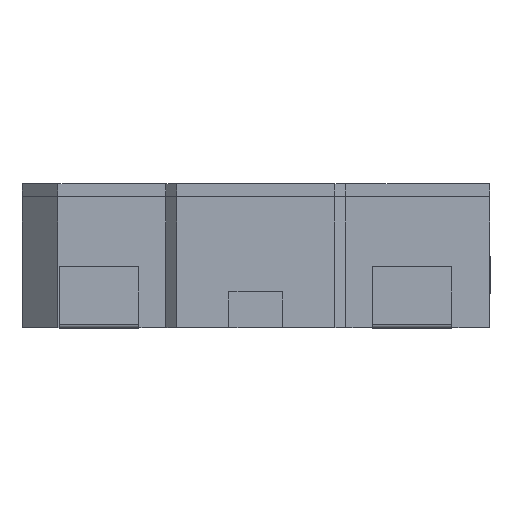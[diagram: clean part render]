
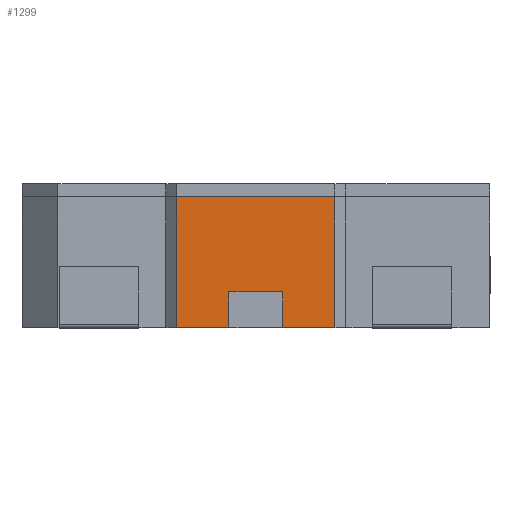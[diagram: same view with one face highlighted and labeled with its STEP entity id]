
A CAD part, left-side view. The second image highlights one B-rep face of the part: STEP entity #1299.
In plain terms, the highlighted planar face has unit normal (-1, 0, 0).
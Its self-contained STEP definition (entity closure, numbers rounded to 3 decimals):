
#222 = EDGE_CURVE ( 'NONE', #8604, #836, #10555, .T. ) ;
#386 = DIRECTION ( 'NONE',  ( 0., -1., 0. ) ) ;
#418 = CARTESIAN_POINT ( 'NONE',  ( -6.5, -2.2, 3.64 ) ) ;
#836 = VERTEX_POINT ( 'NONE', #9523 ) ;
#1299 = ADVANCED_FACE ( 'NONE', ( #13123 ), #19657, .F. ) ;
#1585 = DIRECTION ( 'NONE',  ( 0., -1., 0. ) ) ;
#2120 = AXIS2_PLACEMENT_3D ( 'NONE', #13553, #15561, #15356 ) ;
#2746 = DIRECTION ( 'NONE',  ( 0., -1., 0. ) ) ;
#2847 = CARTESIAN_POINT ( 'NONE',  ( -6.5, 2.2, 4. ) ) ;
#3171 = ORIENTED_EDGE ( 'NONE', *, *, #222, .T. ) ;
#3376 = EDGE_LOOP ( 'NONE', ( #10364, #17704, #4844, #4374, #13226, #16779, #13858, #3171 ) ) ;
#3541 = VERTEX_POINT ( 'NONE', #4145 ) ;
#3958 = EDGE_CURVE ( 'NONE', #3541, #20652, #13756, .T. ) ;
#4145 = CARTESIAN_POINT ( 'NONE',  ( -6.5, -2.2, 0. ) ) ;
#4227 = EDGE_CURVE ( 'NONE', #21060, #5186, #16722, .T. ) ;
#4374 = ORIENTED_EDGE ( 'NONE', *, *, #3958, .T. ) ;
#4695 = CARTESIAN_POINT ( 'NONE',  ( -6.5, -0.75, 1. ) ) ;
#4747 = CARTESIAN_POINT ( 'NONE',  ( -6.5, 6.5, 0. ) ) ;
#4844 = ORIENTED_EDGE ( 'NONE', *, *, #7578, .T. ) ;
#5043 = VECTOR ( 'NONE', #6034, 1000. ) ;
#5135 = CARTESIAN_POINT ( 'NONE',  ( -6.5, -0.75, 0. ) ) ;
#5186 = VERTEX_POINT ( 'NONE', #5135 ) ;
#6009 = DIRECTION ( 'NONE',  ( 0., 0., -1. ) ) ;
#6034 = DIRECTION ( 'NONE',  ( 0., 0., 1. ) ) ;
#6205 = VECTOR ( 'NONE', #16869, 1000. ) ;
#6258 = VECTOR ( 'NONE', #6009, 1000. ) ;
#6651 = EDGE_CURVE ( 'NONE', #836, #21060, #16879, .T. ) ;
#6657 = DIRECTION ( 'NONE',  ( 0., 0., -1. ) ) ;
#7578 = EDGE_CURVE ( 'NONE', #5186, #3541, #17719, .T. ) ;
#8473 = CARTESIAN_POINT ( 'NONE',  ( -6.5, -0.75, 4. ) ) ;
#8604 = VERTEX_POINT ( 'NONE', #13182 ) ;
#9523 = CARTESIAN_POINT ( 'NONE',  ( -6.5, 0.75, 1. ) ) ;
#10060 = CARTESIAN_POINT ( 'NONE',  ( -6.5, 2.2, 0. ) ) ;
#10364 = ORIENTED_EDGE ( 'NONE', *, *, #6651, .T. ) ;
#10452 = CARTESIAN_POINT ( 'NONE',  ( -6.5, 0.75, 4. ) ) ;
#10555 = LINE ( 'NONE', #10452, #6205 ) ;
#10722 = CARTESIAN_POINT ( 'NONE',  ( -6.5, 2.2, 3.64 ) ) ;
#10845 = CARTESIAN_POINT ( 'NONE',  ( -6.5, 2.2, 3.64 ) ) ;
#11899 = VECTOR ( 'NONE', #6657, 1000. ) ;
#12027 = VECTOR ( 'NONE', #2746, 1000. ) ;
#12774 = CARTESIAN_POINT ( 'NONE',  ( -6.5, 6.5, 1. ) ) ;
#13123 = FACE_OUTER_BOUND ( 'NONE', #3376, .T. ) ;
#13182 = CARTESIAN_POINT ( 'NONE',  ( -6.5, 0.75, 0. ) ) ;
#13226 = ORIENTED_EDGE ( 'NONE', *, *, #14624, .F. ) ;
#13295 = LINE ( 'NONE', #18438, #14822 ) ;
#13553 = CARTESIAN_POINT ( 'NONE',  ( -6.5, 6.5, 4. ) ) ;
#13756 = LINE ( 'NONE', #18770, #5043 ) ;
#13858 = ORIENTED_EDGE ( 'NONE', *, *, #19843, .T. ) ;
#14624 = EDGE_CURVE ( 'NONE', #18717, #20652, #15619, .T. ) ;
#14822 = VECTOR ( 'NONE', #386, 1000. ) ;
#14860 = VERTEX_POINT ( 'NONE', #10060 ) ;
#15356 = DIRECTION ( 'NONE',  ( 0., 1., 0. ) ) ;
#15561 = DIRECTION ( 'NONE',  ( 1., 0., 0. ) ) ;
#15619 = LINE ( 'NONE', #10722, #12027 ) ;
#15862 = DIRECTION ( 'NONE',  ( 0., -1., 0. ) ) ;
#16722 = LINE ( 'NONE', #8473, #11899 ) ;
#16779 = ORIENTED_EDGE ( 'NONE', *, *, #19058, .T. ) ;
#16869 = DIRECTION ( 'NONE',  ( 0., 0., 1. ) ) ;
#16879 = LINE ( 'NONE', #12774, #21068 ) ;
#17704 = ORIENTED_EDGE ( 'NONE', *, *, #4227, .T. ) ;
#17719 = LINE ( 'NONE', #4747, #19393 ) ;
#18438 = CARTESIAN_POINT ( 'NONE',  ( -6.5, 6.5, 0. ) ) ;
#18717 = VERTEX_POINT ( 'NONE', #10845 ) ;
#18770 = CARTESIAN_POINT ( 'NONE',  ( -6.5, -2.2, 4. ) ) ;
#19058 = EDGE_CURVE ( 'NONE', #18717, #14860, #20661, .T. ) ;
#19393 = VECTOR ( 'NONE', #1585, 1000. ) ;
#19657 = PLANE ( 'NONE',  #2120 ) ;
#19843 = EDGE_CURVE ( 'NONE', #14860, #8604, #13295, .T. ) ;
#20652 = VERTEX_POINT ( 'NONE', #418 ) ;
#20661 = LINE ( 'NONE', #2847, #6258 ) ;
#21060 = VERTEX_POINT ( 'NONE', #4695 ) ;
#21068 = VECTOR ( 'NONE', #15862, 1000. ) ;
